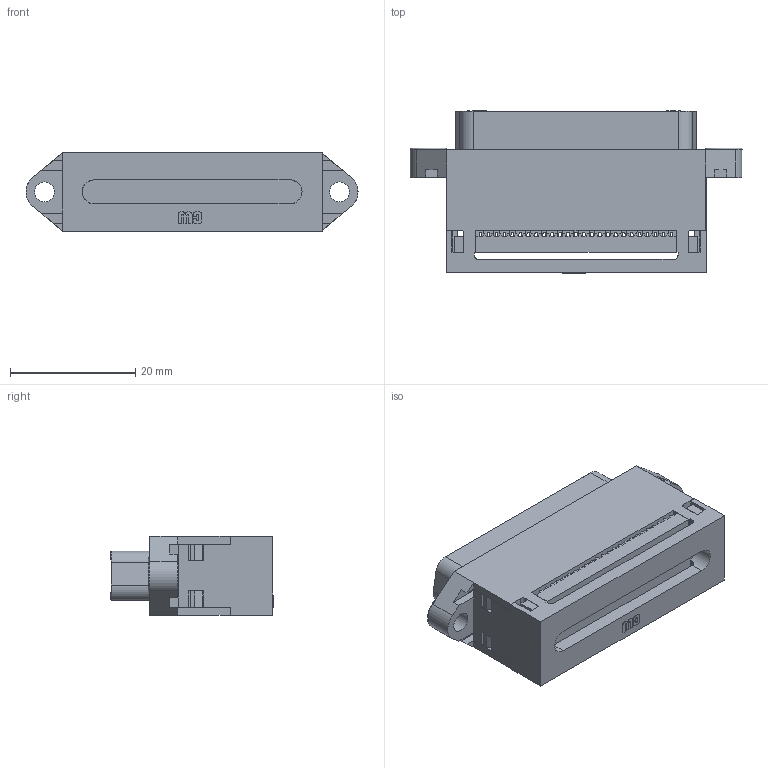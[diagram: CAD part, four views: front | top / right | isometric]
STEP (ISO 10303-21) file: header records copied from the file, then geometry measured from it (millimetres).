
FILE_DESCRIPTION(/* description */ (''),/* implementation_level */ '2;1');
FILE_NAME(/* name */ 'CWR-181-25 3D Model.stp',/* time_stamp */ '2023-12-04T14:35:04-05:00',/* author */ ('dwiltbank'),/* organization */ (''),/* preprocessor_version */ 'ST-DEVELOPER v19.2',/* originating_system */ 'Autodesk Inventor 2024',/* authorisation */ '');
FILE_SCHEMA (('AUTOMOTIVE_DESIGN { 1 0 10303 214 3 1 1 }'));
Products named in the file (1): CWR-181-25-0000_Simplify_1
Bounding box: 52.93 x 25.9 x 12.6 mm (x, y, z)
Volume: 10099.4 mm3; surface area: 8431.8 mm2
Topology: 1 solids, 1 shells, 1541 faces, 4277 edges, 2764 vertices
Faces by surface type: plane 1188, cylinder 233, cone 75, bspline 43, torus 2
Full cylindrical faces by diameter (mm): 3.175 x2
Entity records: 51969 total; most frequent: CARTESIAN_POINT 11466, ORIENTED_EDGE 8554, DIRECTION 7355, EDGE_CURVE 4277, LINE 3417, VECTOR 3417, VERTEX_POINT 2764, AXIS2_PLACEMENT_3D 1969
